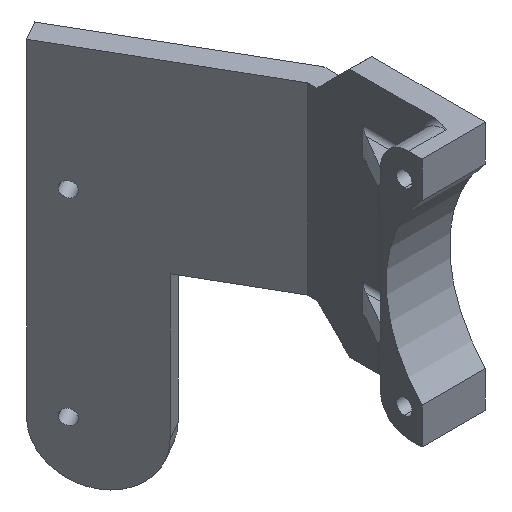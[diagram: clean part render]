
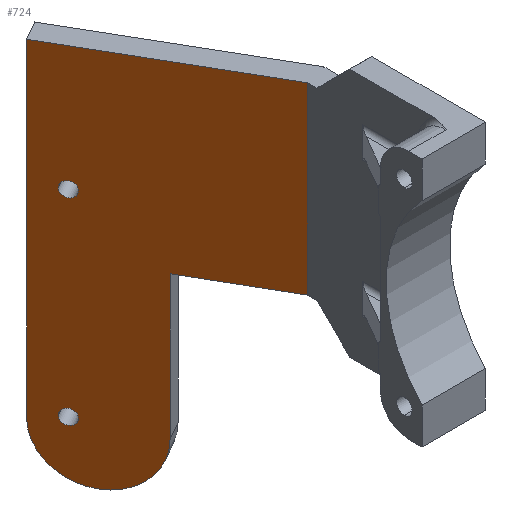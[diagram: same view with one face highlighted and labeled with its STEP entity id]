
A CAD part, isometric view. The second image highlights one B-rep face of the part: STEP entity #724.
In plain terms, the highlighted planar face has unit normal (-0.866, -0.5, 0).
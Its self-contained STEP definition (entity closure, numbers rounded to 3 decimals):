
#4 = DIRECTION ( 'NONE',  ( -0.866, -0.5, 0. ) ) ;
#25 = CARTESIAN_POINT ( 'NONE',  ( -12.526, 35.339, -23.191 ) ) ;
#37 = EDGE_CURVE ( 'NONE', #504, #418, #1372, .T. ) ;
#110 = VECTOR ( 'NONE', #1638, 1000. ) ;
#158 = DIRECTION ( 'NONE',  ( -0.5, 0.866, 0. ) ) ;
#166 = LINE ( 'NONE', #1419, #551 ) ;
#171 = EDGE_CURVE ( 'NONE', #1261, #1163, #237, .T. ) ;
#184 = LINE ( 'NONE', #1628, #197 ) ;
#187 = CIRCLE ( 'NONE', #1002, 1.7 ) ;
#188 = CARTESIAN_POINT ( 'NONE',  ( -28.526, 63.052, -55.961 ) ) ;
#192 = VECTOR ( 'NONE', #972, 1000. ) ;
#197 = VECTOR ( 'NONE', #631, 1000. ) ;
#237 = CIRCLE ( 'NONE', #1284, 1.7 ) ;
#242 = DIRECTION ( 'NONE',  ( 0.5, -0.866, 0. ) ) ;
#271 = EDGE_CURVE ( 'NONE', #1163, #1261, #503, .T. ) ;
#300 = ORIENTED_EDGE ( 'NONE', *, *, #37, .F. ) ;
#375 = FACE_BOUND ( 'NONE', #871, .T. ) ;
#418 = VERTEX_POINT ( 'NONE', #188 ) ;
#471 = AXIS2_PLACEMENT_3D ( 'NONE', #1039, #500, #1075 ) ;
#497 = CARTESIAN_POINT ( 'NONE',  ( -12.526, 35.339, -44.793 ) ) ;
#500 = DIRECTION ( 'NONE',  ( 0.866, 0.5, 0. ) ) ;
#503 = CIRCLE ( 'NONE', #1540, 1.7 ) ;
#504 = VERTEX_POINT ( 'NONE', #1451 ) ;
#533 = CARTESIAN_POINT ( 'NONE',  ( -25.026, 56.99, -9.591 ) ) ;
#551 = VECTOR ( 'NONE', #1309, 1000. ) ;
#562 = AXIS2_PLACEMENT_3D ( 'NONE', #533, #1515, #242 ) ;
#563 = VERTEX_POINT ( 'NONE', #935 ) ;
#572 = DIRECTION ( 'NONE',  ( 0.5, -0.866, 0. ) ) ;
#589 = CARTESIAN_POINT ( 'NONE',  ( -16.526, 42.267, 18.809 ) ) ;
#631 = DIRECTION ( 'NONE',  ( 0., 0., 1. ) ) ;
#724 = ADVANCED_FACE ( 'NONE', ( #1772, #375, #1503 ), #1233, .T. ) ;
#728 = CARTESIAN_POINT ( 'NONE',  ( -28.526, 63.052, 18.809 ) ) ;
#753 = ORIENTED_EDGE ( 'NONE', *, *, #171, .F. ) ;
#783 = ORIENTED_EDGE ( 'NONE', *, *, #1593, .F. ) ;
#789 = VERTEX_POINT ( 'NONE', #1124 ) ;
#819 = ORIENTED_EDGE ( 'NONE', *, *, #271, .F. ) ;
#837 = CARTESIAN_POINT ( 'NONE',  ( -12.526, 35.339, 18.809 ) ) ;
#871 = EDGE_LOOP ( 'NONE', ( #1220, #1752 ) ) ;
#886 = CARTESIAN_POINT ( 'NONE',  ( -25.876, 58.462, -9.591 ) ) ;
#935 = CARTESIAN_POINT ( 'NONE',  ( -16.526, 42.267, -23.191 ) ) ;
#941 = ORIENTED_EDGE ( 'NONE', *, *, #1178, .T. ) ;
#952 = CARTESIAN_POINT ( 'NONE',  ( -24.176, 55.517, -9.591 ) ) ;
#972 = DIRECTION ( 'NONE',  ( 0.5, -0.866, 0. ) ) ;
#976 = VERTEX_POINT ( 'NONE', #952 ) ;
#981 = VERTEX_POINT ( 'NONE', #728 ) ;
#993 = EDGE_CURVE ( 'NONE', #563, #504, #1077, .T. ) ;
#997 = VERTEX_POINT ( 'NONE', #1162 ) ;
#1002 = AXIS2_PLACEMENT_3D ( 'NONE', #1405, #1800, #1269 ) ;
#1013 = CARTESIAN_POINT ( 'NONE',  ( -24.176, 55.517, -54.591 ) ) ;
#1022 = EDGE_CURVE ( 'NONE', #981, #789, #1385, .T. ) ;
#1039 = CARTESIAN_POINT ( 'NONE',  ( -22.526, 52.659, -55.961 ) ) ;
#1073 = DIRECTION ( 'NONE',  ( -0.866, -0.5, 0. ) ) ;
#1074 = CARTESIAN_POINT ( 'NONE',  ( -25.876, 58.462, -54.591 ) ) ;
#1075 = DIRECTION ( 'NONE',  ( 0.5, -0.866, 0. ) ) ;
#1077 = LINE ( 'NONE', #589, #110 ) ;
#1092 = EDGE_CURVE ( 'NONE', #1159, #976, #187, .T. ) ;
#1105 = CARTESIAN_POINT ( 'NONE',  ( -25.026, 56.99, -54.591 ) ) ;
#1124 = CARTESIAN_POINT ( 'NONE',  ( -5., 22.304, 18.809 ) ) ;
#1144 = CARTESIAN_POINT ( 'NONE',  ( -25.026, 56.99, -54.591 ) ) ;
#1150 = EDGE_CURVE ( 'NONE', #997, #563, #1532, .T. ) ;
#1159 = VERTEX_POINT ( 'NONE', #886 ) ;
#1162 = CARTESIAN_POINT ( 'NONE',  ( -5., 22.304, -23.191 ) ) ;
#1163 = VERTEX_POINT ( 'NONE', #1013 ) ;
#1173 = VECTOR ( 'NONE', #158, 1000. ) ;
#1178 = EDGE_CURVE ( 'NONE', #997, #789, #166, .T. ) ;
#1220 = ORIENTED_EDGE ( 'NONE', *, *, #1092, .F. ) ;
#1233 = PLANE ( 'NONE',  #1458 ) ;
#1261 = VERTEX_POINT ( 'NONE', #1074 ) ;
#1269 = DIRECTION ( 'NONE',  ( 0.5, -0.866, 0. ) ) ;
#1284 = AXIS2_PLACEMENT_3D ( 'NONE', #1105, #1665, #1645 ) ;
#1309 = DIRECTION ( 'NONE',  ( 0., 0., 1. ) ) ;
#1372 = CIRCLE ( 'NONE', #471, 12. ) ;
#1385 = LINE ( 'NONE', #837, #192 ) ;
#1393 = EDGE_LOOP ( 'NONE', ( #753, #819 ) ) ;
#1405 = CARTESIAN_POINT ( 'NONE',  ( -25.026, 56.99, -9.591 ) ) ;
#1419 = CARTESIAN_POINT ( 'NONE',  ( -5., 22.304, -44.793 ) ) ;
#1451 = CARTESIAN_POINT ( 'NONE',  ( -16.526, 42.267, -55.961 ) ) ;
#1458 = AXIS2_PLACEMENT_3D ( 'NONE', #497, #1073, #1660 ) ;
#1503 = FACE_OUTER_BOUND ( 'NONE', #1622, .T. ) ;
#1515 = DIRECTION ( 'NONE',  ( -0.866, -0.5, 0. ) ) ;
#1532 = LINE ( 'NONE', #25, #1173 ) ;
#1540 = AXIS2_PLACEMENT_3D ( 'NONE', #1144, #4, #572 ) ;
#1569 = ORIENTED_EDGE ( 'NONE', *, *, #1150, .F. ) ;
#1589 = ORIENTED_EDGE ( 'NONE', *, *, #1022, .F. ) ;
#1593 = EDGE_CURVE ( 'NONE', #418, #981, #184, .T. ) ;
#1622 = EDGE_LOOP ( 'NONE', ( #941, #1589, #783, #300, #1644, #1569 ) ) ;
#1628 = CARTESIAN_POINT ( 'NONE',  ( -28.526, 63.052, 0. ) ) ;
#1638 = DIRECTION ( 'NONE',  ( 0., 0., -1. ) ) ;
#1644 = ORIENTED_EDGE ( 'NONE', *, *, #993, .F. ) ;
#1645 = DIRECTION ( 'NONE',  ( 0.5, -0.866, 0. ) ) ;
#1660 = DIRECTION ( 'NONE',  ( -0.5, 0.866, 0. ) ) ;
#1665 = DIRECTION ( 'NONE',  ( -0.866, -0.5, 0. ) ) ;
#1689 = CIRCLE ( 'NONE', #562, 1.7 ) ;
#1752 = ORIENTED_EDGE ( 'NONE', *, *, #1753, .F. ) ;
#1753 = EDGE_CURVE ( 'NONE', #976, #1159, #1689, .T. ) ;
#1772 = FACE_BOUND ( 'NONE', #1393, .T. ) ;
#1800 = DIRECTION ( 'NONE',  ( -0.866, -0.5, 0. ) ) ;
